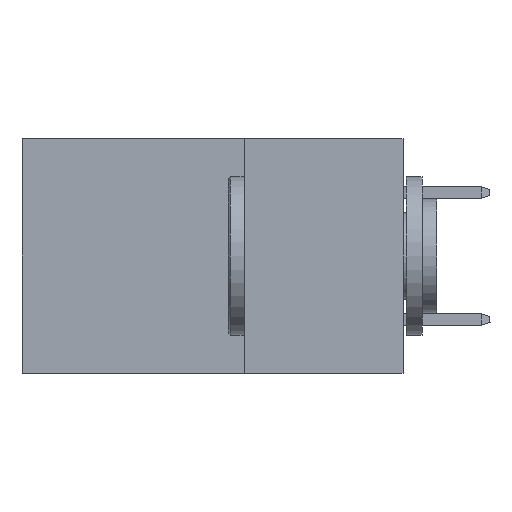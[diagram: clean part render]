
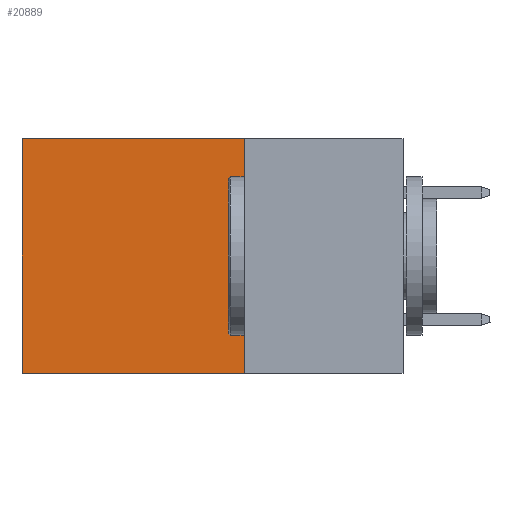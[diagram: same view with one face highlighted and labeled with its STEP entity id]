
A CAD part, left-side view. The second image highlights one B-rep face of the part: STEP entity #20889.
In plain terms, the highlighted planar face has unit normal (-1, 0, 0).
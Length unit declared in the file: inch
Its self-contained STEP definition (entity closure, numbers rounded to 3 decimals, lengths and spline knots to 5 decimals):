
#511 = CARTESIAN_POINT ( 'NONE',  ( 0.2875, 0.6, 0. ) ) ;
#1082 = DIRECTION ( 'NONE',  ( 0., 0., -1. ) ) ;
#1627 = DIRECTION ( 'NONE',  ( 0., 0., -1. ) ) ;
#2884 = CARTESIAN_POINT ( 'NONE',  ( 0.2875, 0.25, -0.37 ) ) ;
#4305 = EDGE_CURVE ( 'NONE', #18119, #21427, #10155, .T. ) ;
#4516 = DIRECTION ( 'NONE',  ( 0., 0., -1. ) ) ;
#5631 = LINE ( 'NONE', #24188, #16509 ) ;
#6933 = ORIENTED_EDGE ( 'NONE', *, *, #16681, .T. ) ;
#8751 = CARTESIAN_POINT ( 'NONE',  ( 0.2875, 0.6, 0. ) ) ;
#9335 = ORIENTED_EDGE ( 'NONE', *, *, #18105, .F. ) ;
#9496 = ORIENTED_EDGE ( 'NONE', *, *, #4305, .F. ) ;
#10155 = LINE ( 'NONE', #12461, #14198 ) ;
#10608 = FACE_OUTER_BOUND ( 'NONE', #18339, .T. ) ;
#10750 = PLANE ( 'NONE',  #25899 ) ;
#12111 = VECTOR ( 'NONE', #4516, 39.37008 ) ;
#12461 = CARTESIAN_POINT ( 'NONE',  ( 0.2875, 0.25, 0. ) ) ;
#12618 = VERTEX_POINT ( 'NONE', #12654 ) ;
#12654 = CARTESIAN_POINT ( 'NONE',  ( 0.2875, 0.6, -0.37 ) ) ;
#13719 = CARTESIAN_POINT ( 'NONE',  ( 0.2875, 0.25, 0. ) ) ;
#14198 = VECTOR ( 'NONE', #1627, 39.37008 ) ;
#15391 = EDGE_CURVE ( 'NONE', #21947, #12618, #23780, .T. ) ;
#15966 = ORIENTED_EDGE ( 'NONE', *, *, #15391, .T. ) ;
#16509 = VECTOR ( 'NONE', #19920, 39.37008 ) ;
#16681 = EDGE_CURVE ( 'NONE', #18119, #21947, #19366, .T. ) ;
#18105 = EDGE_CURVE ( 'NONE', #21427, #12618, #5631, .T. ) ;
#18119 = VERTEX_POINT ( 'NONE', #13719 ) ;
#18339 = EDGE_LOOP ( 'NONE', ( #15966, #9335, #9496, #6933 ) ) ;
#19366 = LINE ( 'NONE', #21302, #26595 ) ;
#19920 = DIRECTION ( 'NONE',  ( 0., 1., 0. ) ) ;
#20889 = ADVANCED_FACE ( 'NONE', ( #10608 ), #10750, .F. ) ;
#21163 = DIRECTION ( 'NONE',  ( 0., 1., 0. ) ) ;
#21302 = CARTESIAN_POINT ( 'NONE',  ( 0.2875, 0.25, 0. ) ) ;
#21427 = VERTEX_POINT ( 'NONE', #2884 ) ;
#21947 = VERTEX_POINT ( 'NONE', #8751 ) ;
#23780 = LINE ( 'NONE', #511, #12111 ) ;
#24188 = CARTESIAN_POINT ( 'NONE',  ( 0.2875, 0.25, -0.37 ) ) ;
#25061 = CARTESIAN_POINT ( 'NONE',  ( 0.2875, 0.25, 0. ) ) ;
#25328 = DIRECTION ( 'NONE',  ( 1., 0., 0. ) ) ;
#25899 = AXIS2_PLACEMENT_3D ( 'NONE', #25061, #25328, #1082 ) ;
#26595 = VECTOR ( 'NONE', #21163, 39.37008 ) ;
